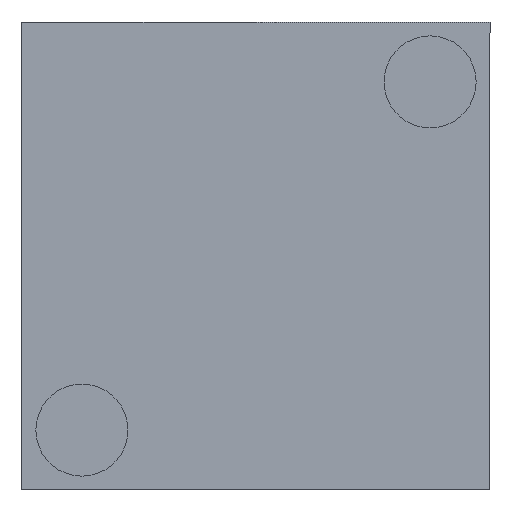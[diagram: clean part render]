
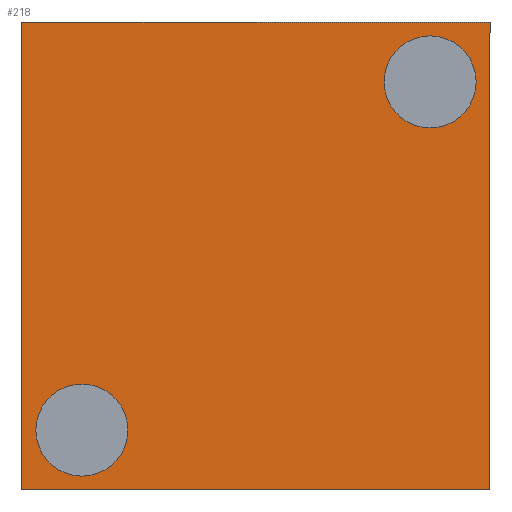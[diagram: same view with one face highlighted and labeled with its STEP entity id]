
A CAD part, front view. The second image highlights one B-rep face of the part: STEP entity #218.
In plain terms, the highlighted planar face has unit normal (0, -1, 0).
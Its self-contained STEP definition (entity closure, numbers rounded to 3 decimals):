
#8 = DIRECTION ( 'NONE',  ( 0., 1., 0. ) ) ;
#9 = CARTESIAN_POINT ( 'NONE',  ( -72.525, 0., -66.741 ) ) ;
#20 = CARTESIAN_POINT ( 'NONE',  ( -67.445, 0., -66.741 ) ) ;
#28 = AXIS2_PLACEMENT_3D ( 'NONE', #462, #387, #428 ) ;
#29 = ORIENTED_EDGE ( 'NONE', *, *, #265, .F. ) ;
#31 = ORIENTED_EDGE ( 'NONE', *, *, #358, .F. ) ;
#39 = EDGE_LOOP ( 'NONE', ( #172, #31 ) ) ;
#45 = CARTESIAN_POINT ( 'NONE',  ( -72.525, 0., -66.741 ) ) ;
#51 = DIRECTION ( 'NONE',  ( 0., 0., 1. ) ) ;
#56 = CARTESIAN_POINT ( 'NONE',  ( -68.095, 0., -62.311 ) ) ;
#65 = AXIS2_PLACEMENT_3D ( 'NONE', #56, #79, #190 ) ;
#73 = CARTESIAN_POINT ( 'NONE',  ( 0., 0., 0. ) ) ;
#79 = DIRECTION ( 'NONE',  ( 0., -1., 0. ) ) ;
#85 = EDGE_LOOP ( 'NONE', ( #411, #408, #294, #372 ) ) ;
#92 = EDGE_CURVE ( 'NONE', #102, #326, #421, .T. ) ;
#93 = LINE ( 'NONE', #466, #153 ) ;
#97 = AXIS2_PLACEMENT_3D ( 'NONE', #73, #8, #446 ) ;
#102 = VERTEX_POINT ( 'NONE', #45 ) ;
#113 = EDGE_CURVE ( 'NONE', #326, #392, #271, .T. ) ;
#122 = VECTOR ( 'NONE', #456, 1000. ) ;
#145 = CARTESIAN_POINT ( 'NONE',  ( -68.095, 0., -61.811 ) ) ;
#146 = CARTESIAN_POINT ( 'NONE',  ( -68.095, 0., -62.811 ) ) ;
#152 = CARTESIAN_POINT ( 'NONE',  ( -72.525, 0., -61.661 ) ) ;
#153 = VECTOR ( 'NONE', #244, 1000. ) ;
#159 = LINE ( 'NONE', #277, #384 ) ;
#167 = VERTEX_POINT ( 'NONE', #20 ) ;
#172 = ORIENTED_EDGE ( 'NONE', *, *, #425, .F. ) ;
#184 = FACE_OUTER_BOUND ( 'NONE', #85, .T. ) ;
#190 = DIRECTION ( 'NONE',  ( 0., 0., 1. ) ) ;
#201 = EDGE_CURVE ( 'NONE', #392, #167, #93, .T. ) ;
#214 = CIRCLE ( 'NONE', #449, 0.5 ) ;
#218 = ADVANCED_FACE ( 'NONE', ( #414, #302, #184 ), #220, .F. ) ;
#220 = PLANE ( 'NONE',  #97 ) ;
#236 = CARTESIAN_POINT ( 'NONE',  ( -67.445, 0., -61.661 ) ) ;
#243 = AXIS2_PLACEMENT_3D ( 'NONE', #268, #453, #477 ) ;
#244 = DIRECTION ( 'NONE',  ( 0., 0., -1. ) ) ;
#255 = VERTEX_POINT ( 'NONE', #146 ) ;
#265 = EDGE_CURVE ( 'NONE', #255, #285, #451, .T. ) ;
#268 = CARTESIAN_POINT ( 'NONE',  ( -68.095, 0., -62.311 ) ) ;
#271 = LINE ( 'NONE', #152, #122 ) ;
#277 = CARTESIAN_POINT ( 'NONE',  ( -72.525, 0., -66.741 ) ) ;
#279 = CIRCLE ( 'NONE', #65, 0.5 ) ;
#285 = VERTEX_POINT ( 'NONE', #145 ) ;
#287 = EDGE_LOOP ( 'NONE', ( #305, #29 ) ) ;
#294 = ORIENTED_EDGE ( 'NONE', *, *, #201, .F. ) ;
#298 = CARTESIAN_POINT ( 'NONE',  ( -72.525, 0., -61.661 ) ) ;
#302 = FACE_BOUND ( 'NONE', #287, .T. ) ;
#305 = ORIENTED_EDGE ( 'NONE', *, *, #463, .F. ) ;
#313 = DIRECTION ( 'NONE',  ( 0., -1., 0. ) ) ;
#323 = CIRCLE ( 'NONE', #28, 0.5 ) ;
#326 = VERTEX_POINT ( 'NONE', #298 ) ;
#353 = DIRECTION ( 'NONE',  ( -1., 0., 0. ) ) ;
#358 = EDGE_CURVE ( 'NONE', #366, #375, #214, .T. ) ;
#366 = VERTEX_POINT ( 'NONE', #391 ) ;
#372 = ORIENTED_EDGE ( 'NONE', *, *, #113, .F. ) ;
#375 = VERTEX_POINT ( 'NONE', #455 ) ;
#384 = VECTOR ( 'NONE', #353, 1000. ) ;
#387 = DIRECTION ( 'NONE',  ( 0., -1., 0. ) ) ;
#388 = DIRECTION ( 'NONE',  ( 0., 0., 1. ) ) ;
#391 = CARTESIAN_POINT ( 'NONE',  ( -71.875, 0., -66.591 ) ) ;
#392 = VERTEX_POINT ( 'NONE', #236 ) ;
#408 = ORIENTED_EDGE ( 'NONE', *, *, #427, .F. ) ;
#411 = ORIENTED_EDGE ( 'NONE', *, *, #92, .F. ) ;
#414 = FACE_BOUND ( 'NONE', #39, .T. ) ;
#421 = LINE ( 'NONE', #9, #429 ) ;
#425 = EDGE_CURVE ( 'NONE', #375, #366, #323, .T. ) ;
#427 = EDGE_CURVE ( 'NONE', #167, #102, #159, .T. ) ;
#428 = DIRECTION ( 'NONE',  ( 0., 0., 1. ) ) ;
#429 = VECTOR ( 'NONE', #388, 1000. ) ;
#431 = CARTESIAN_POINT ( 'NONE',  ( -71.875, 0., -66.091 ) ) ;
#446 = DIRECTION ( 'NONE',  ( 0., 0., 1. ) ) ;
#449 = AXIS2_PLACEMENT_3D ( 'NONE', #431, #313, #51 ) ;
#451 = CIRCLE ( 'NONE', #243, 0.5 ) ;
#453 = DIRECTION ( 'NONE',  ( 0., -1., 0. ) ) ;
#455 = CARTESIAN_POINT ( 'NONE',  ( -71.875, 0., -65.591 ) ) ;
#456 = DIRECTION ( 'NONE',  ( 1., 0., 0. ) ) ;
#462 = CARTESIAN_POINT ( 'NONE',  ( -71.875, 0., -66.091 ) ) ;
#463 = EDGE_CURVE ( 'NONE', #285, #255, #279, .T. ) ;
#466 = CARTESIAN_POINT ( 'NONE',  ( -67.445, 0., -66.741 ) ) ;
#477 = DIRECTION ( 'NONE',  ( 0., 0., 1. ) ) ;
